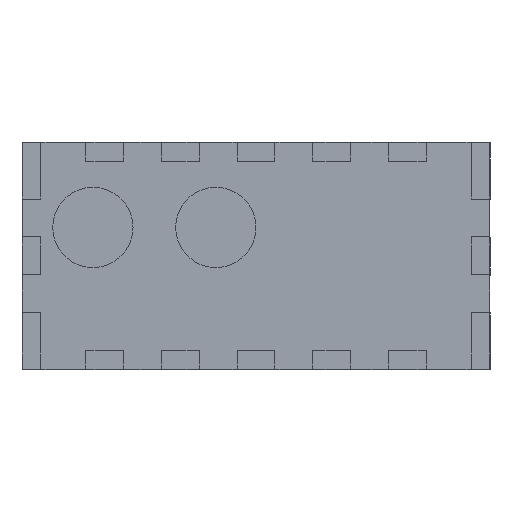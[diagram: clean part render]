
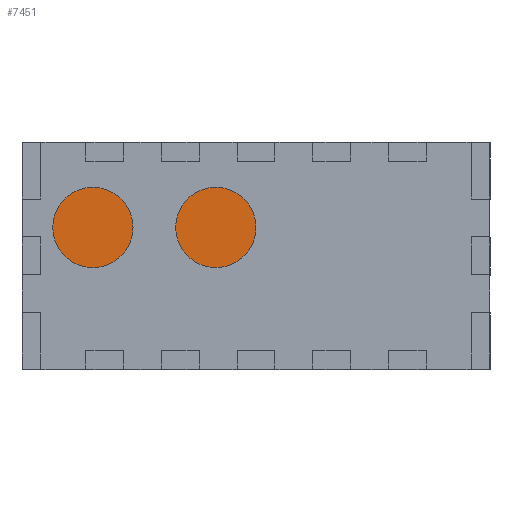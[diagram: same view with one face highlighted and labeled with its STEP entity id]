
A CAD part, top view. The second image highlights one B-rep face of the part: STEP entity #7451.
In plain terms, the highlighted face is planar.
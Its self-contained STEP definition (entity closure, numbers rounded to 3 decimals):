
#81=FACE_OUTER_BOUND('',#465,.T.);
#465=EDGE_LOOP('',(#4891,#4892,#4893,#4894,#4895,#4896,#4897,#4898,#4899,
#4900,#4901,#4902,#4903,#4904,#4905,#4906,#4907,#4908,#4909,#4910,#4911,
#4912,#4913,#4914,#4915,#4916,#4917,#4918,#4919,#4920,#4921,#4922));
#857=LINE('',#10261,#1951);
#868=LINE('',#10283,#1962);
#869=LINE('',#10285,#1963);
#870=LINE('',#10287,#1964);
#871=LINE('',#10289,#1965);
#872=LINE('',#10291,#1966);
#873=LINE('',#10293,#1967);
#874=LINE('',#10295,#1968);
#875=LINE('',#10297,#1969);
#876=LINE('',#10299,#1970);
#877=LINE('',#10301,#1971);
#878=LINE('',#10303,#1972);
#879=LINE('',#10305,#1973);
#880=LINE('',#10307,#1974);
#881=LINE('',#10309,#1975);
#882=LINE('',#10311,#1976);
#883=LINE('',#10313,#1977);
#884=LINE('',#10315,#1978);
#885=LINE('',#10317,#1979);
#886=LINE('',#10319,#1980);
#887=LINE('',#10321,#1981);
#888=LINE('',#10323,#1982);
#889=LINE('',#10325,#1983);
#890=LINE('',#10327,#1984);
#891=LINE('',#10329,#1985);
#892=LINE('',#10331,#1986);
#893=LINE('',#10333,#1987);
#894=LINE('',#10335,#1988);
#895=LINE('',#10337,#1989);
#896=LINE('',#10339,#1990);
#897=LINE('',#10341,#1991);
#898=LINE('',#10342,#1992);
#1951=VECTOR('',#8364,10.);
#1962=VECTOR('',#8385,10.);
#1963=VECTOR('',#8386,10.);
#1964=VECTOR('',#8387,10.);
#1965=VECTOR('',#8388,10.);
#1966=VECTOR('',#8389,10.);
#1967=VECTOR('',#8390,10.);
#1968=VECTOR('',#8391,10.);
#1969=VECTOR('',#8392,10.);
#1970=VECTOR('',#8393,10.);
#1971=VECTOR('',#8394,10.);
#1972=VECTOR('',#8395,10.);
#1973=VECTOR('',#8396,10.);
#1974=VECTOR('',#8397,10.);
#1975=VECTOR('',#8398,10.);
#1976=VECTOR('',#8399,10.);
#1977=VECTOR('',#8400,10.);
#1978=VECTOR('',#8401,10.);
#1979=VECTOR('',#8402,10.);
#1980=VECTOR('',#8403,10.);
#1981=VECTOR('',#8404,10.);
#1982=VECTOR('',#8405,10.);
#1983=VECTOR('',#8406,10.);
#1984=VECTOR('',#8407,10.);
#1985=VECTOR('',#8408,10.);
#1986=VECTOR('',#8409,10.);
#1987=VECTOR('',#8410,10.);
#1988=VECTOR('',#8411,10.);
#1989=VECTOR('',#8412,10.);
#1990=VECTOR('',#8413,10.);
#1991=VECTOR('',#8414,10.);
#1992=VECTOR('',#8415,10.);
#3042=VERTEX_POINT('',#10252);
#3045=VERTEX_POINT('',#10260);
#3051=VERTEX_POINT('',#10282);
#3052=VERTEX_POINT('',#10284);
#3053=VERTEX_POINT('',#10286);
#3054=VERTEX_POINT('',#10288);
#3055=VERTEX_POINT('',#10290);
#3056=VERTEX_POINT('',#10292);
#3057=VERTEX_POINT('',#10294);
#3058=VERTEX_POINT('',#10296);
#3059=VERTEX_POINT('',#10298);
#3060=VERTEX_POINT('',#10300);
#3061=VERTEX_POINT('',#10302);
#3062=VERTEX_POINT('',#10304);
#3063=VERTEX_POINT('',#10306);
#3064=VERTEX_POINT('',#10308);
#3065=VERTEX_POINT('',#10310);
#3066=VERTEX_POINT('',#10312);
#3067=VERTEX_POINT('',#10314);
#3068=VERTEX_POINT('',#10316);
#3069=VERTEX_POINT('',#10318);
#3070=VERTEX_POINT('',#10320);
#3071=VERTEX_POINT('',#10322);
#3072=VERTEX_POINT('',#10324);
#3073=VERTEX_POINT('',#10326);
#3074=VERTEX_POINT('',#10328);
#3075=VERTEX_POINT('',#10330);
#3076=VERTEX_POINT('',#10332);
#3077=VERTEX_POINT('',#10334);
#3078=VERTEX_POINT('',#10336);
#3079=VERTEX_POINT('',#10338);
#3080=VERTEX_POINT('',#10340);
#3773=EDGE_CURVE('',#3042,#3045,#857,.T.);
#3784=EDGE_CURVE('',#3045,#3051,#868,.T.);
#3785=EDGE_CURVE('',#3051,#3052,#869,.T.);
#3786=EDGE_CURVE('',#3052,#3053,#870,.T.);
#3787=EDGE_CURVE('',#3053,#3054,#871,.T.);
#3788=EDGE_CURVE('',#3054,#3055,#872,.T.);
#3789=EDGE_CURVE('',#3055,#3056,#873,.T.);
#3790=EDGE_CURVE('',#3056,#3057,#874,.T.);
#3791=EDGE_CURVE('',#3057,#3058,#875,.T.);
#3792=EDGE_CURVE('',#3058,#3059,#876,.T.);
#3793=EDGE_CURVE('',#3059,#3060,#877,.T.);
#3794=EDGE_CURVE('',#3060,#3061,#878,.T.);
#3795=EDGE_CURVE('',#3061,#3062,#879,.T.);
#3796=EDGE_CURVE('',#3062,#3063,#880,.T.);
#3797=EDGE_CURVE('',#3063,#3064,#881,.T.);
#3798=EDGE_CURVE('',#3064,#3065,#882,.T.);
#3799=EDGE_CURVE('',#3065,#3066,#883,.T.);
#3800=EDGE_CURVE('',#3066,#3067,#884,.T.);
#3801=EDGE_CURVE('',#3067,#3068,#885,.T.);
#3802=EDGE_CURVE('',#3068,#3069,#886,.T.);
#3803=EDGE_CURVE('',#3069,#3070,#887,.T.);
#3804=EDGE_CURVE('',#3070,#3071,#888,.T.);
#3805=EDGE_CURVE('',#3071,#3072,#889,.T.);
#3806=EDGE_CURVE('',#3072,#3073,#890,.T.);
#3807=EDGE_CURVE('',#3073,#3074,#891,.T.);
#3808=EDGE_CURVE('',#3074,#3075,#892,.T.);
#3809=EDGE_CURVE('',#3075,#3076,#893,.T.);
#3810=EDGE_CURVE('',#3076,#3077,#894,.T.);
#3811=EDGE_CURVE('',#3077,#3078,#895,.T.);
#3812=EDGE_CURVE('',#3078,#3079,#896,.T.);
#3813=EDGE_CURVE('',#3079,#3080,#897,.T.);
#3814=EDGE_CURVE('',#3080,#3042,#898,.T.);
#4891=ORIENTED_EDGE('',*,*,#3773,.T.);
#4892=ORIENTED_EDGE('',*,*,#3784,.T.);
#4893=ORIENTED_EDGE('',*,*,#3785,.T.);
#4894=ORIENTED_EDGE('',*,*,#3786,.T.);
#4895=ORIENTED_EDGE('',*,*,#3787,.T.);
#4896=ORIENTED_EDGE('',*,*,#3788,.T.);
#4897=ORIENTED_EDGE('',*,*,#3789,.T.);
#4898=ORIENTED_EDGE('',*,*,#3790,.T.);
#4899=ORIENTED_EDGE('',*,*,#3791,.T.);
#4900=ORIENTED_EDGE('',*,*,#3792,.T.);
#4901=ORIENTED_EDGE('',*,*,#3793,.T.);
#4902=ORIENTED_EDGE('',*,*,#3794,.T.);
#4903=ORIENTED_EDGE('',*,*,#3795,.T.);
#4904=ORIENTED_EDGE('',*,*,#3796,.T.);
#4905=ORIENTED_EDGE('',*,*,#3797,.T.);
#4906=ORIENTED_EDGE('',*,*,#3798,.T.);
#4907=ORIENTED_EDGE('',*,*,#3799,.T.);
#4908=ORIENTED_EDGE('',*,*,#3800,.T.);
#4909=ORIENTED_EDGE('',*,*,#3801,.T.);
#4910=ORIENTED_EDGE('',*,*,#3802,.T.);
#4911=ORIENTED_EDGE('',*,*,#3803,.T.);
#4912=ORIENTED_EDGE('',*,*,#3804,.T.);
#4913=ORIENTED_EDGE('',*,*,#3805,.T.);
#4914=ORIENTED_EDGE('',*,*,#3806,.T.);
#4915=ORIENTED_EDGE('',*,*,#3807,.T.);
#4916=ORIENTED_EDGE('',*,*,#3808,.T.);
#4917=ORIENTED_EDGE('',*,*,#3809,.T.);
#4918=ORIENTED_EDGE('',*,*,#3810,.T.);
#4919=ORIENTED_EDGE('',*,*,#3811,.T.);
#4920=ORIENTED_EDGE('',*,*,#3812,.T.);
#4921=ORIENTED_EDGE('',*,*,#3813,.T.);
#4922=ORIENTED_EDGE('',*,*,#3814,.T.);
#7069=PLANE('',#7959);
#7451=ADVANCED_FACE('',(#81),#7069,.T.);
#7959=AXIS2_PLACEMENT_3D('',#10281,#8383,#8384);
#8364=DIRECTION('',(1.,0.,0.));
#8383=DIRECTION('center_axis',(0.,1.,0.));
#8384=DIRECTION('ref_axis',(0.,0.,1.));
#8385=DIRECTION('',(0.,0.,-1.));
#8386=DIRECTION('',(1.,0.,0.));
#8387=DIRECTION('',(0.,0.,-1.));
#8388=DIRECTION('',(-1.,0.,0.));
#8389=DIRECTION('',(0.,0.,-1.));
#8390=DIRECTION('',(-1.,0.,0.));
#8391=DIRECTION('',(0.,0.,1.));
#8392=DIRECTION('',(-1.,0.,0.));
#8393=DIRECTION('',(0.,0.,-1.));
#8394=DIRECTION('',(-1.,0.,0.));
#8395=DIRECTION('',(0.,0.,1.));
#8396=DIRECTION('',(-1.,0.,0.));
#8397=DIRECTION('',(0.,0.,-1.));
#8398=DIRECTION('',(-1.,0.,0.));
#8399=DIRECTION('',(0.,0.,1.));
#8400=DIRECTION('',(-1.,0.,0.));
#8401=DIRECTION('',(0.,0.,-1.));
#8402=DIRECTION('',(-1.,0.,0.));
#8403=DIRECTION('',(0.,0.,1.));
#8404=DIRECTION('',(-1.,0.,0.));
#8405=DIRECTION('',(0.,0.,-1.));
#8406=DIRECTION('',(-1.,0.,0.));
#8407=DIRECTION('',(0.,0.,1.));
#8408=DIRECTION('',(-1.,0.,0.));
#8409=DIRECTION('',(0.,0.,-1.));
#8410=DIRECTION('',(-1.,0.,0.));
#8411=DIRECTION('',(0.,0.,1.));
#8412=DIRECTION('',(-1.,0.,0.));
#8413=DIRECTION('',(0.,0.,1.));
#8414=DIRECTION('',(1.,0.,0.));
#8415=DIRECTION('',(0.,0.,1.));
#10252=CARTESIAN_POINT('',(4.,4.,-20.));
#10260=CARTESIAN_POINT('',(95.,4.,-20.));
#10261=CARTESIAN_POINT('',(72.25,4.,-20.));
#10281=CARTESIAN_POINT('Origin',(49.5,4.,-24.));
#10282=CARTESIAN_POINT('',(95.,4.,-28.));
#10283=CARTESIAN_POINT('',(95.,4.,-22.));
#10284=CARTESIAN_POINT('',(99.,4.,-28.));
#10285=CARTESIAN_POINT('',(72.25,4.,-28.));
#10286=CARTESIAN_POINT('',(99.,4.,-36.));
#10287=CARTESIAN_POINT('',(99.,4.,0.));
#10288=CARTESIAN_POINT('',(95.,4.,-36.));
#10289=CARTESIAN_POINT('',(74.25,4.,-36.));
#10290=CARTESIAN_POINT('',(95.,4.,-48.));
#10291=CARTESIAN_POINT('',(95.,4.,-30.));
#10292=CARTESIAN_POINT('',(85.5,4.,-48.));
#10293=CARTESIAN_POINT('',(99.,4.,-48.));
#10294=CARTESIAN_POINT('',(85.5,4.,-44.));
#10295=CARTESIAN_POINT('',(85.5,4.,-36.));
#10296=CARTESIAN_POINT('',(77.5,4.,-44.));
#10297=CARTESIAN_POINT('',(67.5,4.,-44.));
#10298=CARTESIAN_POINT('',(77.5,4.,-48.));
#10299=CARTESIAN_POINT('',(77.5,4.,-34.));
#10300=CARTESIAN_POINT('',(69.5,4.,-48.));
#10301=CARTESIAN_POINT('',(99.,4.,-48.));
#10302=CARTESIAN_POINT('',(69.5,4.,-44.));
#10303=CARTESIAN_POINT('',(69.5,4.,-36.));
#10304=CARTESIAN_POINT('',(61.5,4.,-44.));
#10305=CARTESIAN_POINT('',(59.5,4.,-44.));
#10306=CARTESIAN_POINT('',(61.5,4.,-48.));
#10307=CARTESIAN_POINT('',(61.5,4.,-34.));
#10308=CARTESIAN_POINT('',(53.5,4.,-48.));
#10309=CARTESIAN_POINT('',(99.,4.,-48.));
#10310=CARTESIAN_POINT('',(53.5,4.,-44.));
#10311=CARTESIAN_POINT('',(53.5,4.,-36.));
#10312=CARTESIAN_POINT('',(45.5,4.,-44.));
#10313=CARTESIAN_POINT('',(51.5,4.,-44.));
#10314=CARTESIAN_POINT('',(45.5,4.,-48.));
#10315=CARTESIAN_POINT('',(45.5,4.,-34.));
#10316=CARTESIAN_POINT('',(37.5,4.,-48.));
#10317=CARTESIAN_POINT('',(99.,4.,-48.));
#10318=CARTESIAN_POINT('',(37.5,4.,-44.));
#10319=CARTESIAN_POINT('',(37.5,4.,-36.));
#10320=CARTESIAN_POINT('',(29.5,4.,-44.));
#10321=CARTESIAN_POINT('',(43.5,4.,-44.));
#10322=CARTESIAN_POINT('',(29.5,4.,-48.));
#10323=CARTESIAN_POINT('',(29.5,4.,-34.));
#10324=CARTESIAN_POINT('',(21.5,4.,-48.));
#10325=CARTESIAN_POINT('',(99.,4.,-48.));
#10326=CARTESIAN_POINT('',(21.5,4.,-44.));
#10327=CARTESIAN_POINT('',(21.5,4.,-36.));
#10328=CARTESIAN_POINT('',(13.5,4.,-44.));
#10329=CARTESIAN_POINT('',(35.5,4.,-44.));
#10330=CARTESIAN_POINT('',(13.5,4.,-48.));
#10331=CARTESIAN_POINT('',(13.5,4.,-34.));
#10332=CARTESIAN_POINT('',(4.,4.,-48.));
#10333=CARTESIAN_POINT('',(99.,4.,-48.));
#10334=CARTESIAN_POINT('',(4.,4.,-36.));
#10335=CARTESIAN_POINT('',(4.,4.,-36.));
#10336=CARTESIAN_POINT('',(0.,4.,-36.));
#10337=CARTESIAN_POINT('',(26.75,4.,-36.));
#10338=CARTESIAN_POINT('',(0.,4.,-28.));
#10339=CARTESIAN_POINT('',(0.,4.,-48.));
#10340=CARTESIAN_POINT('',(4.,4.,-28.));
#10341=CARTESIAN_POINT('',(24.75,4.,-28.));
#10342=CARTESIAN_POINT('',(4.,4.,-26.));
